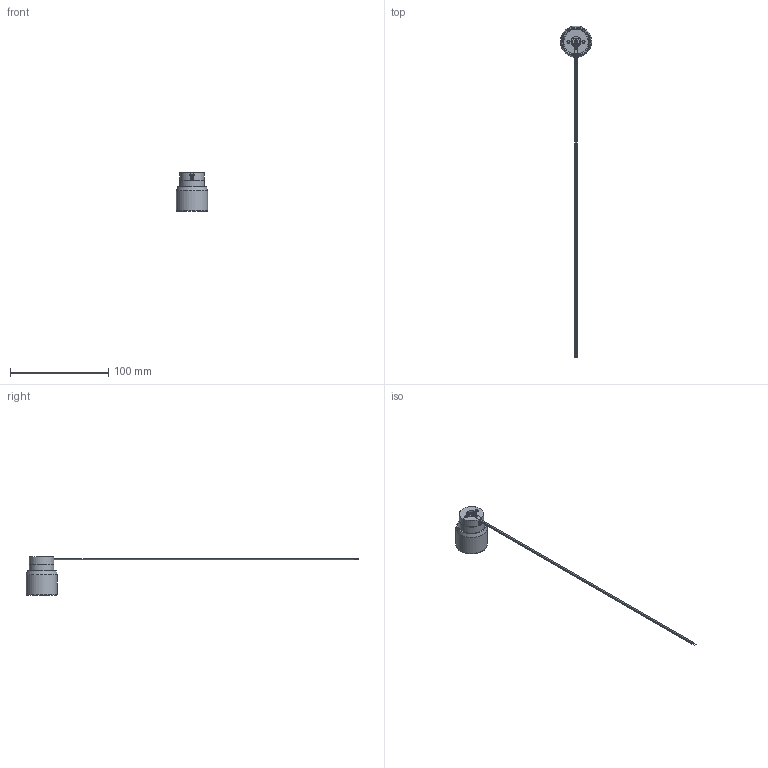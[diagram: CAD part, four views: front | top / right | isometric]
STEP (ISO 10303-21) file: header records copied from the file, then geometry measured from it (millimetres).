
FILE_DESCRIPTION(/* description */ ('Unknown'),/* implementation_level */ '2;1');
FILE_NAME(/* name */ '01-1423',/* time_stamp */ '2024-12-16T18:08:09+00:00',/* author */ ('Unknown'),/* organization */ ('Unknown'),/* preprocessor_version */ 'ST-DEVELOPER v18.1',/* originating_system */ 'Solid Edge',/* authorisation */ 'Unknown');
FILE_SCHEMA (('AUTOMOTIVE_DESIGN {1 0 10303 214 3 1 1}'));
Length unit declared in the file: millimetre
Products named in the file (12): 01-1423; 02-1438; 81-1412; 84-1111; 81-1417; 02-1439; 82-1205; 85-1110; LEAD RED; 40-1046; 88-1043; LEAD BLACK
Assembly tree (11 placements, depth 3):
  01-1423
    02-1438
      81-1412
      84-1111
      81-1417
    02-1439
      82-1205
      85-1110
      LEAD RED
      40-1046
      88-1043
      LEAD BLACK
Bounding box: 31.75 x 337.28 x 39.35 mm (x, y, z)
Volume: 18259.2 mm3; surface area: 17085.6 mm2
Topology: 9 solids, 9 shells, 160 faces, 388 edges, 250 vertices
Faces by surface type: plane 79, cylinder 47, torus 27, cone 5, bspline 2
Full cylindrical faces by diameter (mm): 0.4 x4, 1 x2, 2.459 x2, 3.242 x2, 16 x1, 16.1 x2, 16.6 x1, 19.4 x1, 20.4 x1, 25 x2, 28 x1, 31.75 x1
Entity records: 5353 total; most frequent: CARTESIAN_POINT 840, DIRECTION 795, ORIENTED_EDGE 652, EDGE_CURVE 326, AXIS2_PLACEMENT_3D 313, VERTEX_POINT 236, EDGE_LOOP 228, FACE_BOUND 228
